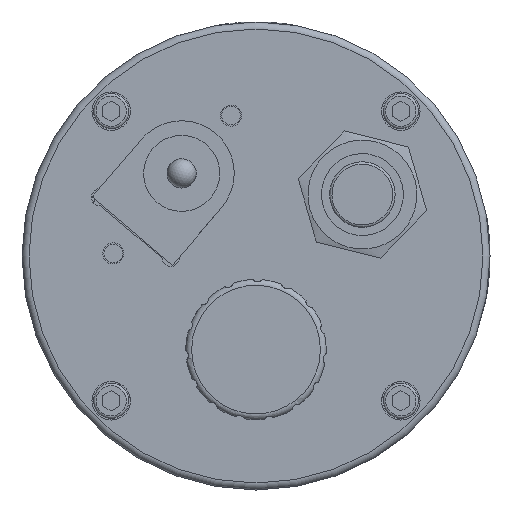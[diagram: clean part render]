
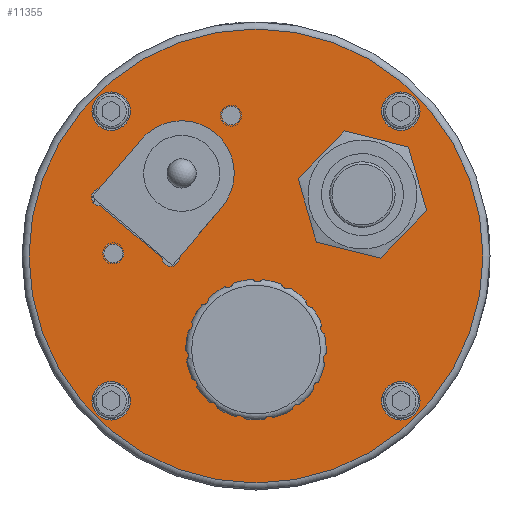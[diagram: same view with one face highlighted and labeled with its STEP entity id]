
A CAD part, front view. The second image highlights one B-rep face of the part: STEP entity #11355.
In plain terms, the highlighted planar face has unit normal (0, -1, 0).
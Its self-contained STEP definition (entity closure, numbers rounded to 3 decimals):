
#415 = VERTEX_POINT ( 'NONE', #11897 ) ;
#799 = EDGE_LOOP ( 'NONE', ( #31654 ) ) ;
#1588 = VERTEX_POINT ( 'NONE', #9117 ) ;
#1766 = EDGE_LOOP ( 'NONE', ( #23436 ) ) ;
#2074 = AXIS2_PLACEMENT_3D ( 'NONE', #10849, #29346, #7956 ) ;
#2497 = CIRCLE ( 'NONE', #15280, 4.5 ) ;
#2736 = DIRECTION ( 'NONE',  ( 0., 0., 1. ) ) ;
#2792 = CARTESIAN_POINT ( 'NONE',  ( -14.065, -4., 4.964 ) ) ;
#2820 = AXIS2_PLACEMENT_3D ( 'NONE', #31724, #15927, #20933 ) ;
#3512 = FACE_BOUND ( 'NONE', #7598, .T. ) ;
#3885 = ORIENTED_EDGE ( 'NONE', *, *, #26224, .F. ) ;
#3979 = EDGE_CURVE ( 'NONE', #14859, #7583, #14314, .T. ) ;
#4051 = EDGE_CURVE ( 'NONE', #21051, #21051, #11013, .T. ) ;
#4258 = EDGE_LOOP ( 'NONE', ( #32370, #26303, #8882, #18228, #25909, #30710 ) ) ;
#4528 = DIRECTION ( 'NONE',  ( 0., -1., 0. ) ) ;
#4595 = DIRECTION ( 'NONE',  ( 0., 0., -1. ) ) ;
#4683 = CIRCLE ( 'NONE', #14969, 19.4 ) ;
#5086 = CIRCLE ( 'NONE', #20822, 1.65 ) ;
#5162 = FACE_BOUND ( 'NONE', #1766, .T. ) ;
#5746 = DIRECTION ( 'NONE',  ( -0.649, 0., -0.76 ) ) ;
#5968 = FACE_BOUND ( 'NONE', #29074, .T. ) ;
#6834 = EDGE_CURVE ( 'NONE', #415, #415, #28096, .T. ) ;
#6880 = VECTOR ( 'NONE', #30330, 1000. ) ;
#7500 = EDGE_LOOP ( 'NONE', ( #3885 ) ) ;
#7578 = ORIENTED_EDGE ( 'NONE', *, *, #14377, .T. ) ;
#7583 = VERTEX_POINT ( 'NONE', #17256 ) ;
#7598 = EDGE_LOOP ( 'NONE', ( #7578 ) ) ;
#7826 = CARTESIAN_POINT ( 'NONE',  ( -13.376, -4., 5.77 ) ) ;
#7956 = DIRECTION ( 'NONE',  ( 0., 0., -1. ) ) ;
#8005 = DIRECTION ( 'NONE',  ( 0., -1., 0. ) ) ;
#8234 = DIRECTION ( 'NONE',  ( 0., 0., 1. ) ) ;
#8399 = DIRECTION ( 'NONE',  ( 0., 0., 1. ) ) ;
#8832 = FACE_BOUND ( 'NONE', #27514, .T. ) ;
#8882 = ORIENTED_EDGE ( 'NONE', *, *, #16520, .F. ) ;
#9117 = CARTESIAN_POINT ( 'NONE',  ( 12.374, -4., 14.024 ) ) ;
#9156 = ORIENTED_EDGE ( 'NONE', *, *, #15422, .F. ) ;
#9369 = CARTESIAN_POINT ( 'NONE',  ( -13.317, -4., 5.023 ) ) ;
#9408 = VERTEX_POINT ( 'NONE', #14006 ) ;
#10399 = DIRECTION ( 'NONE',  ( 0., 0., 1. ) ) ;
#10734 = DIRECTION ( 'NONE',  ( 0., 0., 1. ) ) ;
#10756 = ORIENTED_EDGE ( 'NONE', *, *, #6834, .T. ) ;
#10849 = CARTESIAN_POINT ( 'NONE',  ( -12.202, -4., 0.216 ) ) ;
#10869 = ORIENTED_EDGE ( 'NONE', *, *, #4051, .F. ) ;
#11013 = CIRCLE ( 'NONE', #15187, 1.65 ) ;
#11138 = LINE ( 'NONE', #13798, #33390 ) ;
#11355 = ADVANCED_FACE ( 'NONE', ( #21723, #34047, #20070, #25437, #5968, #8832, #26273, #15893, #3512, #5162 ), #26366, .F. ) ;
#11437 = ORIENTED_EDGE ( 'NONE', *, *, #24247, .T. ) ;
#11639 = EDGE_CURVE ( 'NONE', #9408, #9408, #4683, .T. ) ;
#11897 = CARTESIAN_POINT ( 'NONE',  ( -12.202, -4., -0.584 ) ) ;
#12185 = DIRECTION ( 'NONE',  ( 0., -1., 0. ) ) ;
#12290 = CARTESIAN_POINT ( 'NONE',  ( -8.028, -4., -0.192 ) ) ;
#12397 = CARTESIAN_POINT ( 'NONE',  ( 12.374, -4., -12.374 ) ) ;
#13086 = DIRECTION ( 'NONE',  ( 0., -1., 0. ) ) ;
#13575 = VERTEX_POINT ( 'NONE', #32554 ) ;
#13789 = VECTOR ( 'NONE', #5746, 1000. ) ;
#13798 = CARTESIAN_POINT ( 'NONE',  ( -7.221, -4., -0.881 ) ) ;
#13909 = CIRCLE ( 'NONE', #28986, 3.65 ) ;
#14006 = CARTESIAN_POINT ( 'NONE',  ( 0., -4., -19.4 ) ) ;
#14314 = LINE ( 'NONE', #24816, #6880 ) ;
#14377 = EDGE_CURVE ( 'NONE', #13575, #13575, #13909, .T. ) ;
#14384 = VERTEX_POINT ( 'NONE', #21987 ) ;
#14461 = AXIS2_PLACEMENT_3D ( 'NONE', #26290, #33830, #10399 ) ;
#14859 = VERTEX_POINT ( 'NONE', #20398 ) ;
#14969 = AXIS2_PLACEMENT_3D ( 'NONE', #30573, #22514, #19977 ) ;
#15187 = AXIS2_PLACEMENT_3D ( 'NONE', #12397, #12185, #20100 ) ;
#15280 = AXIS2_PLACEMENT_3D ( 'NONE', #23868, #13086, #2736 ) ;
#15347 = DIRECTION ( 'NONE',  ( 0., 1., 0. ) ) ;
#15422 = EDGE_CURVE ( 'NONE', #19790, #19790, #23269, .T. ) ;
#15800 = DIRECTION ( 'NONE',  ( 0., 1., 0. ) ) ;
#15893 = FACE_BOUND ( 'NONE', #4258, .T. ) ;
#15927 = DIRECTION ( 'NONE',  ( 0., 1., 0. ) ) ;
#16520 = EDGE_CURVE ( 'NONE', #32862, #21315, #11138, .T. ) ;
#16666 = DIRECTION ( 'NONE',  ( 0., 0., -1. ) ) ;
#17095 = CARTESIAN_POINT ( 'NONE',  ( 12.374, -4., -10.724 ) ) ;
#17256 = CARTESIAN_POINT ( 'NONE',  ( -2.935, -4., 4.137 ) ) ;
#17878 = CARTESIAN_POINT ( 'NONE',  ( 9.093, -4., 5.25 ) ) ;
#18228 = ORIENTED_EDGE ( 'NONE', *, *, #19391, .F. ) ;
#18241 = CARTESIAN_POINT ( 'NONE',  ( 0., -4., -8. ) ) ;
#18735 = CARTESIAN_POINT ( 'NONE',  ( -13.258, -4., 4.275 ) ) ;
#19062 = EDGE_CURVE ( 'NONE', #7583, #22044, #2497, .T. ) ;
#19220 = LINE ( 'NONE', #2792, #13789 ) ;
#19391 = EDGE_CURVE ( 'NONE', #23608, #32862, #27695, .T. ) ;
#19539 = EDGE_LOOP ( 'NONE', ( #28855 ) ) ;
#19579 = DIRECTION ( 'NONE',  ( 0., 1., 0. ) ) ;
#19581 = CIRCLE ( 'NONE', #23241, 0.8 ) ;
#19790 = VERTEX_POINT ( 'NONE', #27629 ) ;
#19977 = DIRECTION ( 'NONE',  ( 0., 0., -1. ) ) ;
#20070 = FACE_BOUND ( 'NONE', #19539, .T. ) ;
#20100 = DIRECTION ( 'NONE',  ( 0., 0., 1. ) ) ;
#20360 = AXIS2_PLACEMENT_3D ( 'NONE', #18241, #15800, #33904 ) ;
#20398 = CARTESIAN_POINT ( 'NONE',  ( -6.532, -4., -0.075 ) ) ;
#20450 = EDGE_CURVE ( 'NONE', #21315, #14859, #23045, .T. ) ;
#20822 = AXIS2_PLACEMENT_3D ( 'NONE', #26655, #8005, #8234 ) ;
#20933 = DIRECTION ( 'NONE',  ( 0., 0., -1. ) ) ;
#21051 = VERTEX_POINT ( 'NONE', #17095 ) ;
#21315 = VERTEX_POINT ( 'NONE', #12290 ) ;
#21723 = FACE_OUTER_BOUND ( 'NONE', #799, .T. ) ;
#21746 = CARTESIAN_POINT ( 'NONE',  ( -12.374, -4., -12.374 ) ) ;
#21987 = CARTESIAN_POINT ( 'NONE',  ( 0., -4., -12.1 ) ) ;
#22044 = VERTEX_POINT ( 'NONE', #31989 ) ;
#22514 = DIRECTION ( 'NONE',  ( 0., -1., 0. ) ) ;
#23045 = CIRCLE ( 'NONE', #14461, 0.75 ) ;
#23241 = AXIS2_PLACEMENT_3D ( 'NONE', #29829, #19579, #16666 ) ;
#23269 = CIRCLE ( 'NONE', #33650, 1.65 ) ;
#23436 = ORIENTED_EDGE ( 'NONE', *, *, #23514, .T. ) ;
#23476 = CIRCLE ( 'NONE', #24223, 1.65 ) ;
#23514 = EDGE_CURVE ( 'NONE', #14384, #14384, #24191, .T. ) ;
#23608 = VERTEX_POINT ( 'NONE', #7826 ) ;
#23662 = EDGE_CURVE ( 'NONE', #22044, #23608, #19220, .T. ) ;
#23868 = CARTESIAN_POINT ( 'NONE',  ( -6.357, -4., 7.06 ) ) ;
#24191 = CIRCLE ( 'NONE', #20360, 4.1 ) ;
#24223 = AXIS2_PLACEMENT_3D ( 'NONE', #24275, #31961, #8399 ) ;
#24247 = EDGE_CURVE ( 'NONE', #28864, #28864, #19581, .T. ) ;
#24275 = CARTESIAN_POINT ( 'NONE',  ( -12.374, -4., 12.374 ) ) ;
#24758 = CARTESIAN_POINT ( 'NONE',  ( -2.135, -4., 11.203 ) ) ;
#24772 = DIRECTION ( 'NONE',  ( 0.76, 0., -0.649 ) ) ;
#24816 = CARTESIAN_POINT ( 'NONE',  ( -2.935, -4., 4.137 ) ) ;
#24869 = CARTESIAN_POINT ( 'NONE',  ( -12.374, -4., 14.024 ) ) ;
#25437 = FACE_BOUND ( 'NONE', #32086, .T. ) ;
#25909 = ORIENTED_EDGE ( 'NONE', *, *, #23662, .F. ) ;
#26224 = EDGE_CURVE ( 'NONE', #29672, #29672, #23476, .T. ) ;
#26273 = FACE_BOUND ( 'NONE', #27113, .T. ) ;
#26290 = CARTESIAN_POINT ( 'NONE',  ( -7.28, -4., -0.134 ) ) ;
#26303 = ORIENTED_EDGE ( 'NONE', *, *, #20450, .F. ) ;
#26366 = PLANE ( 'NONE',  #2820 ) ;
#26655 = CARTESIAN_POINT ( 'NONE',  ( 12.374, -4., 12.374 ) ) ;
#26852 = AXIS2_PLACEMENT_3D ( 'NONE', #9369, #4528, #30855 ) ;
#27113 = EDGE_LOOP ( 'NONE', ( #10756 ) ) ;
#27514 = EDGE_LOOP ( 'NONE', ( #11437 ) ) ;
#27629 = CARTESIAN_POINT ( 'NONE',  ( -12.374, -4., -10.724 ) ) ;
#27695 = CIRCLE ( 'NONE', #26852, 0.75 ) ;
#28096 = CIRCLE ( 'NONE', #2074, 0.8 ) ;
#28855 = ORIENTED_EDGE ( 'NONE', *, *, #32275, .F. ) ;
#28864 = VERTEX_POINT ( 'NONE', #24758 ) ;
#28986 = AXIS2_PLACEMENT_3D ( 'NONE', #17878, #15347, #4595 ) ;
#29074 = EDGE_LOOP ( 'NONE', ( #9156 ) ) ;
#29346 = DIRECTION ( 'NONE',  ( 0., 1., 0. ) ) ;
#29448 = DIRECTION ( 'NONE',  ( 0., -1., 0. ) ) ;
#29672 = VERTEX_POINT ( 'NONE', #24869 ) ;
#29829 = CARTESIAN_POINT ( 'NONE',  ( -2.135, -4., 12.003 ) ) ;
#30330 = DIRECTION ( 'NONE',  ( 0.649, 0., 0.76 ) ) ;
#30573 = CARTESIAN_POINT ( 'NONE',  ( 0., -4., 0. ) ) ;
#30710 = ORIENTED_EDGE ( 'NONE', *, *, #19062, .F. ) ;
#30855 = DIRECTION ( 'NONE',  ( 0., 0., 1. ) ) ;
#31654 = ORIENTED_EDGE ( 'NONE', *, *, #11639, .T. ) ;
#31724 = CARTESIAN_POINT ( 'NONE',  ( 0., -4., 0. ) ) ;
#31961 = DIRECTION ( 'NONE',  ( 0., -1., 0. ) ) ;
#31989 = CARTESIAN_POINT ( 'NONE',  ( -9.779, -4., 9.982 ) ) ;
#32086 = EDGE_LOOP ( 'NONE', ( #10869 ) ) ;
#32275 = EDGE_CURVE ( 'NONE', #1588, #1588, #5086, .T. ) ;
#32370 = ORIENTED_EDGE ( 'NONE', *, *, #3979, .F. ) ;
#32554 = CARTESIAN_POINT ( 'NONE',  ( 9.093, -4., 1.6 ) ) ;
#32862 = VERTEX_POINT ( 'NONE', #18735 ) ;
#33390 = VECTOR ( 'NONE', #24772, 1000. ) ;
#33650 = AXIS2_PLACEMENT_3D ( 'NONE', #21746, #29448, #10734 ) ;
#33830 = DIRECTION ( 'NONE',  ( 0., -1., 0. ) ) ;
#33904 = DIRECTION ( 'NONE',  ( 0., 0., -1. ) ) ;
#34047 = FACE_BOUND ( 'NONE', #7500, .T. ) ;
